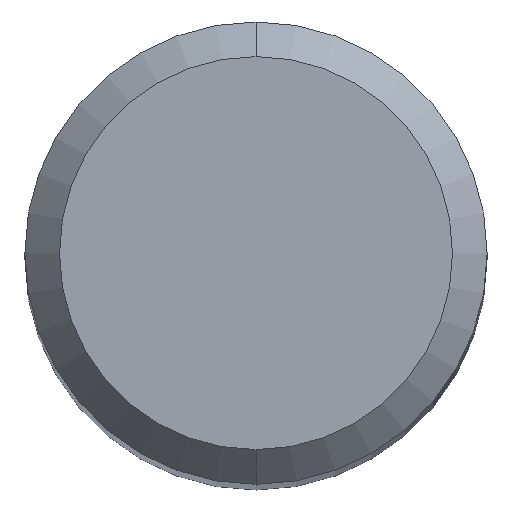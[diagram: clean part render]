
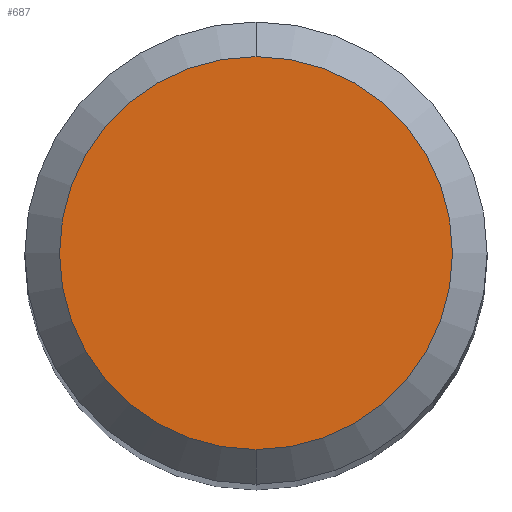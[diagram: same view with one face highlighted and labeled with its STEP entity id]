
A CAD part, top view. The second image highlights one B-rep face of the part: STEP entity #687.
In plain terms, the highlighted planar face has unit normal (0, 0, 1).
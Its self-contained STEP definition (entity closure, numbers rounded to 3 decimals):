
#473=VERTEX_POINT('',#1303);
#687=ADVANCED_FACE('',(#1536),#1537,.T.);
#837=EDGE_CURVE('',#1049,#473,#1699,.T.);
#971=EDGE_CURVE('',#473,#1049,#1847,.T.);
#1049=VERTEX_POINT('',#1930);
#1303=CARTESIAN_POINT('',(0.0,1.7,0.0));
#1536=FACE_OUTER_BOUND('',#3533,.T.);
#1537=PLANE('',#3534);
#1699=CIRCLE('',#4229,1.7);
#1847=CIRCLE('',#4727,1.7);
#1930=CARTESIAN_POINT('',(0.,-1.7,0.0));
#3533=EDGE_LOOP('',(#6135,#6136));
#3534=AXIS2_PLACEMENT_3D('',#6137,#6138,#6139);
#4229=AXIS2_PLACEMENT_3D('',#6273,#6274,#6275);
#4727=AXIS2_PLACEMENT_3D('',#6487,#6488,#6489);
#6135=ORIENTED_EDGE('',*,*,#971,.F.);
#6136=ORIENTED_EDGE('',*,*,#837,.F.);
#6137=CARTESIAN_POINT('',(0.0,0.85,0.0));
#6138=DIRECTION('',(-0.0,0.0,1.0));
#6139=DIRECTION('',(0.0,-1.0,0.0));
#6273=CARTESIAN_POINT('',(0.0,0.0,0.0));
#6274=DIRECTION('',(0.0,0.0,-1.0));
#6275=DIRECTION('',(0.0,1.0,0.0));
#6487=CARTESIAN_POINT('',(0.0,0.0,0.0));
#6488=DIRECTION('',(0.0,0.0,-1.0));
#6489=DIRECTION('',(0.0,1.0,0.0));
